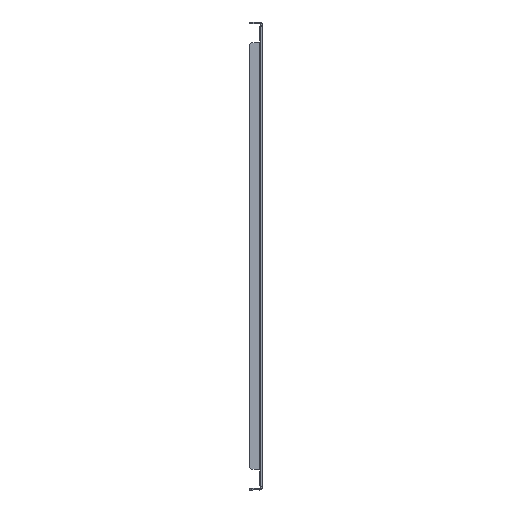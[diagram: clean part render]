
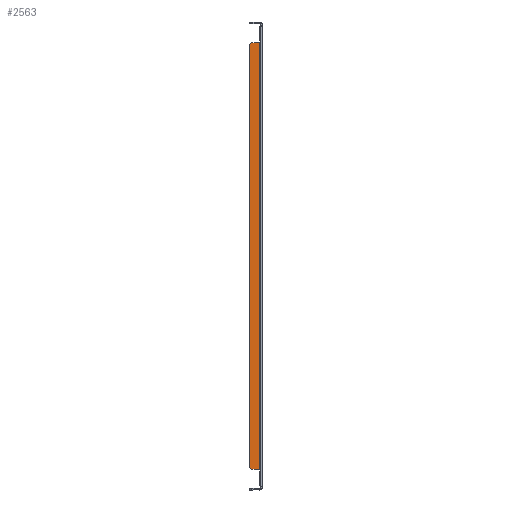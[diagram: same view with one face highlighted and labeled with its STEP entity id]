
A CAD part, left-side view. The second image highlights one B-rep face of the part: STEP entity #2563.
In plain terms, the highlighted planar face has unit normal (-1, 0, 0).
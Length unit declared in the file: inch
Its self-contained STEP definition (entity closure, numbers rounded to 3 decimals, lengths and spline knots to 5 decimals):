
#358 = EDGE_LOOP ( 'NONE', ( #1908, #6777, #4956, #4619, #6161, #1649, #2750, #6362 ) ) ;
#441 = CARTESIAN_POINT ( 'NONE',  ( -29.085, 0.75, -12.85 ) ) ;
#465 = CARTESIAN_POINT ( 'NONE',  ( -29.085, 0.75, 12.85 ) ) ;
#749 = LINE ( 'NONE', #6518, #1488 ) ;
#1042 = EDGE_CURVE ( 'NONE', #3880, #3860, #749, .T. ) ;
#1117 = DIRECTION ( 'NONE',  ( 0., -1., 0. ) ) ;
#1123 = DIRECTION ( 'NONE',  ( 0., 1., 0. ) ) ;
#1224 = DIRECTION ( 'NONE',  ( 0., -0.707, 0.707 ) ) ;
#1234 = EDGE_CURVE ( 'NONE', #3860, #3800, #1378, .T. ) ;
#1244 = CARTESIAN_POINT ( 'NONE',  ( -29.085, 0.625, -12.85 ) ) ;
#1246 = VERTEX_POINT ( 'NONE', #4869 ) ;
#1378 = LINE ( 'NONE', #2468, #1948 ) ;
#1488 = VECTOR ( 'NONE', #3043, 39.37008 ) ;
#1627 = PLANE ( 'NONE',  #6958 ) ;
#1649 = ORIENTED_EDGE ( 'NONE', *, *, #6143, .F. ) ;
#1908 = ORIENTED_EDGE ( 'NONE', *, *, #3564, .T. ) ;
#1948 = VECTOR ( 'NONE', #1224, 39.37008 ) ;
#2182 = AXIS2_PLACEMENT_3D ( 'NONE', #2841, #6380, #4593 ) ;
#2235 = EDGE_CURVE ( 'NONE', #6514, #3880, #3415, .T. ) ;
#2237 = CARTESIAN_POINT ( 'NONE',  ( -29.085, 0.143, 13.888 ) ) ;
#2468 = CARTESIAN_POINT ( 'NONE',  ( -29.085, 0.75, 12.725 ) ) ;
#2518 = CARTESIAN_POINT ( 'NONE',  ( -29.085, 0.75, -12.725 ) ) ;
#2563 = ADVANCED_FACE ( 'NONE', ( #5536 ), #1627, .F. ) ;
#2648 = LINE ( 'NONE', #441, #7462 ) ;
#2733 = VERTEX_POINT ( 'NONE', #7042 ) ;
#2750 = ORIENTED_EDGE ( 'NONE', *, *, #7442, .F. ) ;
#2817 = DIRECTION ( 'NONE',  ( 0., 0., -1. ) ) ;
#2841 = CARTESIAN_POINT ( 'NONE',  ( -29.085, 0.171, 12.913 ) ) ;
#2856 = DIRECTION ( 'NONE',  ( 0., 1., 0. ) ) ;
#3043 = DIRECTION ( 'NONE',  ( 0., 0., 1. ) ) ;
#3325 = VECTOR ( 'NONE', #3673, 39.37008 ) ;
#3329 = VERTEX_POINT ( 'NONE', #4931 ) ;
#3415 = LINE ( 'NONE', #1244, #3325 ) ;
#3417 = VERTEX_POINT ( 'NONE', #6236 ) ;
#3422 = DIRECTION ( 'NONE',  ( 1., 0., 0. ) ) ;
#3554 = EDGE_CURVE ( 'NONE', #3800, #2733, #7242, .T. ) ;
#3564 = EDGE_CURVE ( 'NONE', #3417, #2733, #5692, .T. ) ;
#3673 = DIRECTION ( 'NONE',  ( 0., 0.707, 0.707 ) ) ;
#3800 = VERTEX_POINT ( 'NONE', #4157 ) ;
#3860 = VERTEX_POINT ( 'NONE', #7247 ) ;
#3880 = VERTEX_POINT ( 'NONE', #2518 ) ;
#3926 = VECTOR ( 'NONE', #1117, 39.37008 ) ;
#4157 = CARTESIAN_POINT ( 'NONE',  ( -29.085, 0.625, 12.85 ) ) ;
#4358 = AXIS2_PLACEMENT_3D ( 'NONE', #5372, #5832, #2856 ) ;
#4593 = DIRECTION ( 'NONE',  ( 0., 1., 0. ) ) ;
#4616 = DIRECTION ( 'NONE',  ( 0., 1., 0. ) ) ;
#4619 = ORIENTED_EDGE ( 'NONE', *, *, #1042, .F. ) ;
#4869 = CARTESIAN_POINT ( 'NONE',  ( -29.085, 0.143, -12.85656 ) ) ;
#4931 = CARTESIAN_POINT ( 'NONE',  ( -29.085, 0.171, -12.85 ) ) ;
#4956 = ORIENTED_EDGE ( 'NONE', *, *, #1234, .F. ) ;
#5225 = CARTESIAN_POINT ( 'NONE',  ( -29.085, 0.75, 14.664 ) ) ;
#5258 = VECTOR ( 'NONE', #2817, 39.37008 ) ;
#5372 = CARTESIAN_POINT ( 'NONE',  ( -29.085, 0.171, -12.913 ) ) ;
#5536 = FACE_OUTER_BOUND ( 'NONE', #358, .T. ) ;
#5692 = CIRCLE ( 'NONE', #2182, 0.063 ) ;
#5832 = DIRECTION ( 'NONE',  ( -1., 0., 0. ) ) ;
#6143 = EDGE_CURVE ( 'NONE', #3329, #6514, #2648, .T. ) ;
#6161 = ORIENTED_EDGE ( 'NONE', *, *, #2235, .F. ) ;
#6192 = EDGE_CURVE ( 'NONE', #3417, #1246, #6812, .T. ) ;
#6236 = CARTESIAN_POINT ( 'NONE',  ( -29.085, 0.143, 12.85656 ) ) ;
#6362 = ORIENTED_EDGE ( 'NONE', *, *, #6192, .F. ) ;
#6380 = DIRECTION ( 'NONE',  ( 1., 0., 0. ) ) ;
#6514 = VERTEX_POINT ( 'NONE', #6661 ) ;
#6518 = CARTESIAN_POINT ( 'NONE',  ( -29.085, 0.75, 14.664 ) ) ;
#6661 = CARTESIAN_POINT ( 'NONE',  ( -29.085, 0.625, -12.85 ) ) ;
#6777 = ORIENTED_EDGE ( 'NONE', *, *, #3554, .F. ) ;
#6812 = LINE ( 'NONE', #2237, #5258 ) ;
#6958 = AXIS2_PLACEMENT_3D ( 'NONE', #5225, #3422, #1123 ) ;
#7042 = CARTESIAN_POINT ( 'NONE',  ( -29.085, 0.171, 12.85 ) ) ;
#7242 = LINE ( 'NONE', #465, #3926 ) ;
#7247 = CARTESIAN_POINT ( 'NONE',  ( -29.085, 0.75, 12.725 ) ) ;
#7442 = EDGE_CURVE ( 'NONE', #1246, #3329, #7550, .T. ) ;
#7462 = VECTOR ( 'NONE', #4616, 39.37008 ) ;
#7550 = CIRCLE ( 'NONE', #4358, 0.063 ) ;
